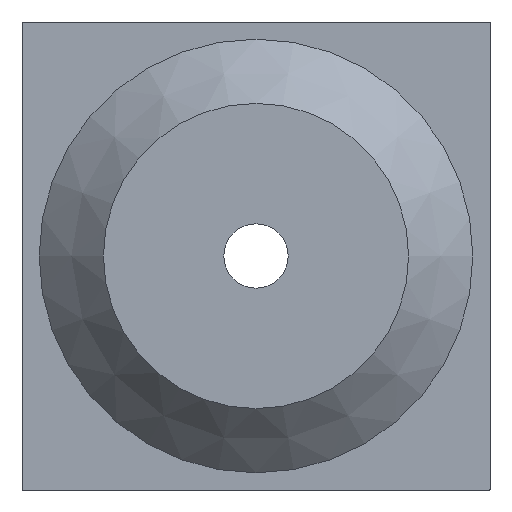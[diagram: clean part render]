
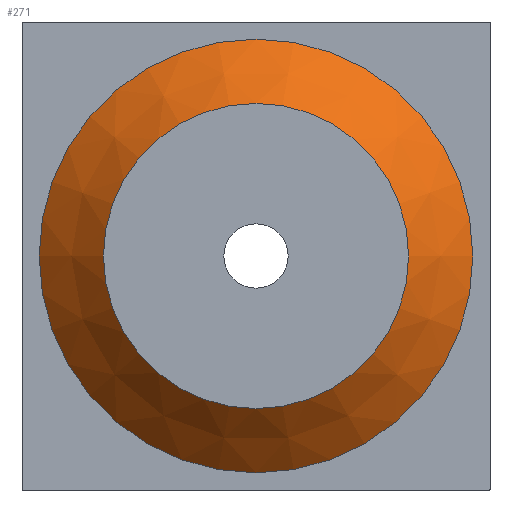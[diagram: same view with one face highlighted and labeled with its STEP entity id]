
A CAD part, left-side view. The second image highlights one B-rep face of the part: STEP entity #271.
In plain terms, the highlighted conical face has half-angle 45 degrees and reference radius 4.381 mm.
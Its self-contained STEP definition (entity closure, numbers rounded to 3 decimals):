
#15=CONICAL_SURFACE('',#301,4.382,45.);
#59=FACE_BOUND('',#97,.T.);
#76=FACE_OUTER_BOUND('',#96,.T.);
#96=EDGE_LOOP('',(#227));
#97=EDGE_LOOP('',(#228));
#123=CIRCLE('',#302,5.144);
#124=CIRCLE('',#303,3.62);
#149=VERTEX_POINT('',#461);
#150=VERTEX_POINT('',#463);
#181=EDGE_CURVE('',#149,#149,#123,.T.);
#182=EDGE_CURVE('',#150,#150,#124,.T.);
#227=ORIENTED_EDGE('',*,*,#181,.F.);
#228=ORIENTED_EDGE('',*,*,#182,.T.);
#271=ADVANCED_FACE('',(#76,#59),#15,.T.);
#301=AXIS2_PLACEMENT_3D('',#460,#373,#374);
#302=AXIS2_PLACEMENT_3D('',#462,#375,#376);
#303=AXIS2_PLACEMENT_3D('',#464,#377,#378);
#373=DIRECTION('center_axis',(1.,0.,0.));
#374=DIRECTION('ref_axis',(0.,1.,0.));
#375=DIRECTION('center_axis',(1.,0.,0.));
#376=DIRECTION('ref_axis',(0.,1.,0.));
#377=DIRECTION('center_axis',(1.,0.,0.));
#378=DIRECTION('ref_axis',(0.,1.,0.));
#460=CARTESIAN_POINT('Origin',(0.762,0.,0.));
#461=CARTESIAN_POINT('',(1.524,5.144,0.));
#462=CARTESIAN_POINT('Origin',(1.524,0.,0.));
#463=CARTESIAN_POINT('',(0.,3.62,0.));
#464=CARTESIAN_POINT('Origin',(0.,0.,
0.));
